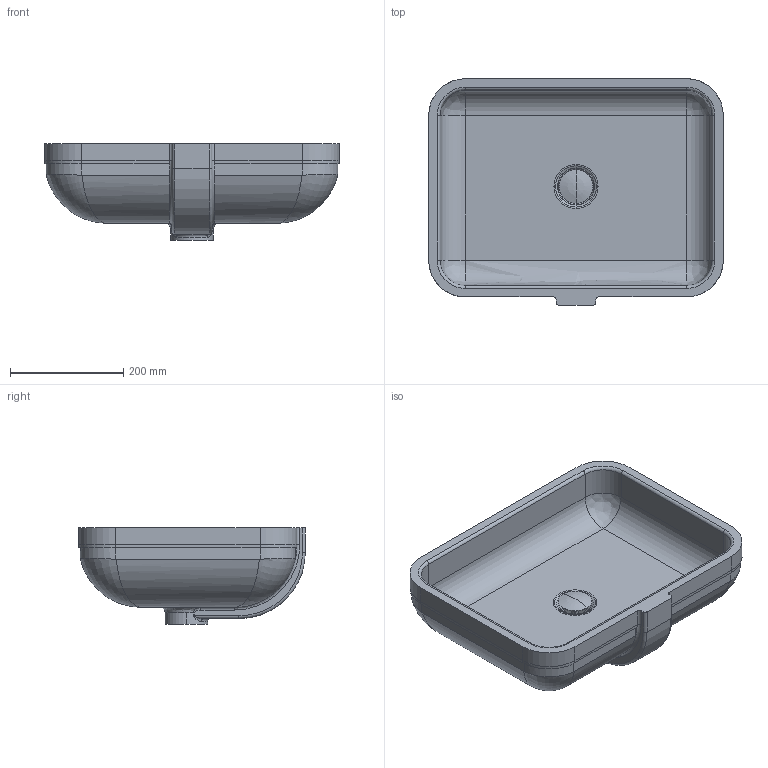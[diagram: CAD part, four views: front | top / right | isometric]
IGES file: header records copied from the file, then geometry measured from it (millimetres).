
Global section: file name: No Iges File Name specified; native system: Autodesk Inventor 2009; preprocessor: AutoDesk Inventor Iges Exporter R2009; author: Andreas; date: 20090726.212557; units: millimetre
Bounding box: 520 x 399.73 x 170 mm (x, y, z)
Volume: 8048235.5 mm3; surface area: 719524.8 mm2
Topology: 3 solids, 3 shells, 142 faces, 354 edges, 210 vertices
Faces by surface type: cylinder 41, plane 39, revolution 24, bspline 22, torus 14, cone 2
